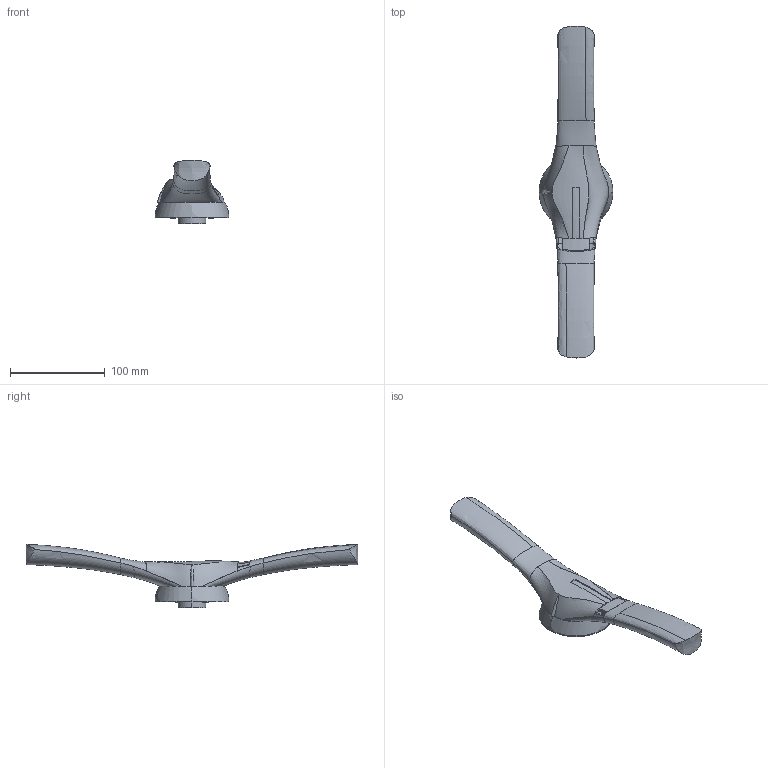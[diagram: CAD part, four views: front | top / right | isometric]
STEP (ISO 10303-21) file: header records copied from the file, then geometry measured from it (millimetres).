
FILE_DESCRIPTION((''),'2;1');
FILE_NAME('LBS-EH1600-G','2019-04-08T',('Marketing.praksa'),('Audax d.o.o.'),'CREO PARAMETRIC BY PTC INC, 2017480','CREO PARAMETRIC BY PTC INC, 2017480','');
FILE_SCHEMA(('AUTOMOTIVE_DESIGN { 1 0 10303 214 1 1 1 1 }'));
Products named in the file (1): LBS-EH1600-G
Bounding box: 77.98 x 350 x 66.58 mm (x, y, z)
Volume: 330941.1 mm3; surface area: 48276.5 mm2
Topology: 1 solids, 1 shells, 146 faces, 426 edges, 297 vertices
Faces by surface type: plane 54, bspline 37, cylinder 37, extrusion 12, cone 6
Entity records: 51001 total; most frequent: CARTESIAN_POINT 45579, ORIENTED_EDGE 852, DIRECTION 519, PRESENTATION_STYLE_ASSIGNMENT 492, STYLED_ITEM 463, CURVE_STYLE 432, EDGE_CURVE 426, VERTEX_POINT 297
